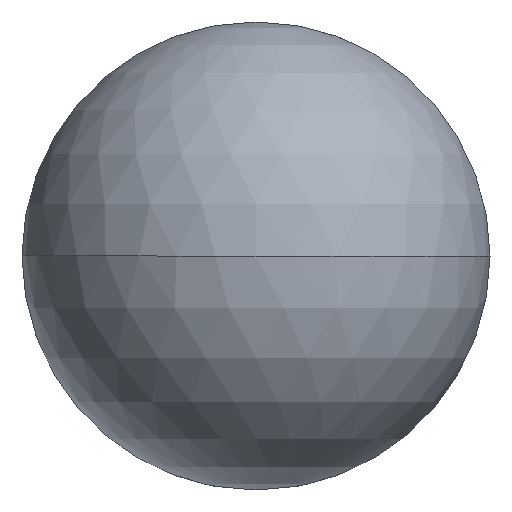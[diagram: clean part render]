
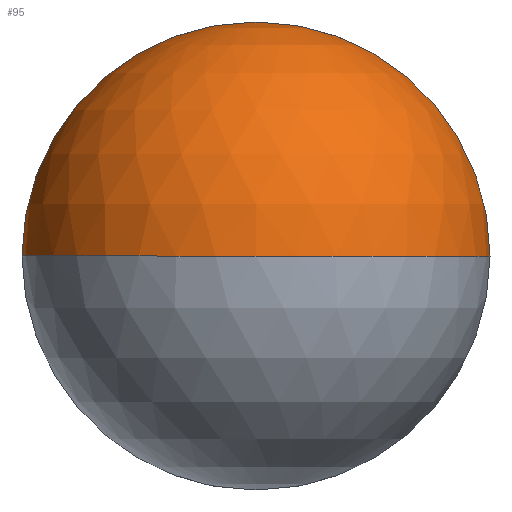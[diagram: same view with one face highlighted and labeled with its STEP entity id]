
A CAD part, front view. The second image highlights one B-rep face of the part: STEP entity #95.
In plain terms, the highlighted spherical face has radius 9.525 mm.
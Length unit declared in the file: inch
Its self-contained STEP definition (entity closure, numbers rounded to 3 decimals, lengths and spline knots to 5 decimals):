
#6 = DIRECTION ( 'NONE',  ( 0., 0., -1. ) ) ;
#12 = EDGE_CURVE ( 'NONE', #145, #113, #83, .T. ) ;
#21 = AXIS2_PLACEMENT_3D ( 'NONE', #159, #99, #153 ) ;
#28 = CARTESIAN_POINT ( 'NONE',  ( 0., 0.375, 0. ) ) ;
#42 = AXIS2_PLACEMENT_3D ( 'NONE', #286, #182, #6 ) ;
#59 = CARTESIAN_POINT ( 'NONE',  ( 0.375, 0.375, 0. ) ) ;
#62 = DIRECTION ( 'NONE',  ( 0., 0., 1. ) ) ;
#66 = CARTESIAN_POINT ( 'NONE',  ( 0., 0.375, 0.375 ) ) ;
#83 = CIRCLE ( 'NONE', #338, 0.375 ) ;
#95 = ADVANCED_FACE ( 'NONE', ( #363 ), #131, .T. ) ;
#99 = DIRECTION ( 'NONE',  ( 0., 0., 1. ) ) ;
#102 = ORIENTED_EDGE ( 'NONE', *, *, #187, .F. ) ;
#112 = DIRECTION ( 'NONE',  ( 0., 0., -1. ) ) ;
#113 = VERTEX_POINT ( 'NONE', #199 ) ;
#117 = CIRCLE ( 'NONE', #154, 0.375 ) ;
#118 = EDGE_CURVE ( 'NONE', #270, #145, #117, .T. ) ;
#125 = DIRECTION ( 'NONE',  ( 1., 0., 0. ) ) ;
#131 = SPHERICAL_SURFACE ( 'NONE', #21, 0.375 ) ;
#135 = DIRECTION ( 'NONE',  ( 0., 0., -1. ) ) ;
#136 = CARTESIAN_POINT ( 'NONE',  ( -0.375, 0.375, 0. ) ) ;
#145 = VERTEX_POINT ( 'NONE', #136 ) ;
#153 = DIRECTION ( 'NONE',  ( 1., 0., 0. ) ) ;
#154 = AXIS2_PLACEMENT_3D ( 'NONE', #28, #165, #112 ) ;
#159 = CARTESIAN_POINT ( 'NONE',  ( 0., 0.375, 0. ) ) ;
#165 = DIRECTION ( 'NONE',  ( 0., -1., 0. ) ) ;
#173 = ORIENTED_EDGE ( 'NONE', *, *, #12, .T. ) ;
#182 = DIRECTION ( 'NONE',  ( 0., -1., 0. ) ) ;
#187 = EDGE_CURVE ( 'NONE', #255, #113, #299, .T. ) ;
#199 = CARTESIAN_POINT ( 'NONE',  ( 0., 0., 0. ) ) ;
#224 = CARTESIAN_POINT ( 'NONE',  ( 0., 0.375, 0. ) ) ;
#232 = CARTESIAN_POINT ( 'NONE',  ( 0., 0.375, 0. ) ) ;
#234 = EDGE_LOOP ( 'NONE', ( #306, #173, #102, #357 ) ) ;
#243 = EDGE_CURVE ( 'NONE', #255, #270, #273, .T. ) ;
#255 = VERTEX_POINT ( 'NONE', #59 ) ;
#270 = VERTEX_POINT ( 'NONE', #66 ) ;
#273 = CIRCLE ( 'NONE', #42, 0.375 ) ;
#286 = CARTESIAN_POINT ( 'NONE',  ( 0., 0.375, 0. ) ) ;
#299 = CIRCLE ( 'NONE', #312, 0.375 ) ;
#306 = ORIENTED_EDGE ( 'NONE', *, *, #118, .T. ) ;
#312 = AXIS2_PLACEMENT_3D ( 'NONE', #224, #135, #371 ) ;
#338 = AXIS2_PLACEMENT_3D ( 'NONE', #232, #62, #125 ) ;
#357 = ORIENTED_EDGE ( 'NONE', *, *, #243, .T. ) ;
#363 = FACE_OUTER_BOUND ( 'NONE', #234, .T. ) ;
#371 = DIRECTION ( 'NONE',  ( -1., 0., 0. ) ) ;
